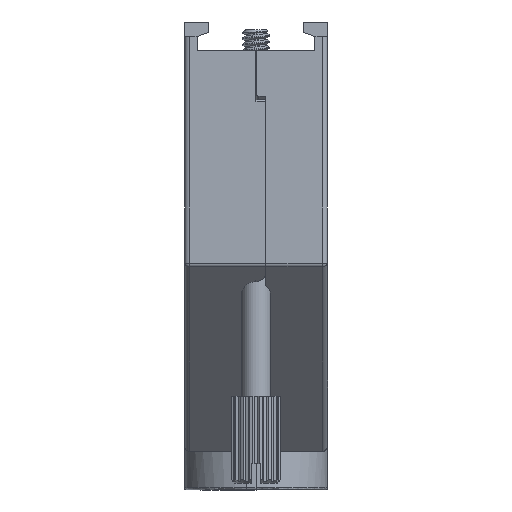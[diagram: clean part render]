
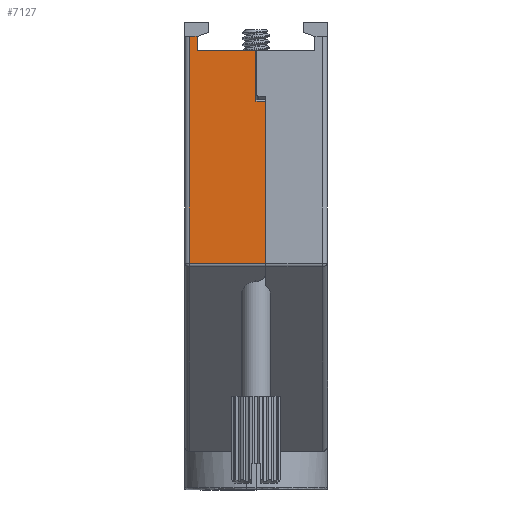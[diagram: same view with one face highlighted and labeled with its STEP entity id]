
A CAD part, left-side view. The second image highlights one B-rep face of the part: STEP entity #7127.
In plain terms, the highlighted face is planar.
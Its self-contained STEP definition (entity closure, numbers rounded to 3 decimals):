
#9 = CARTESIAN_POINT ( 'NONE',  ( 26.75, 1.3, -1.5 ) ) ;
#112 = ORIENTED_EDGE ( 'NONE', *, *, #2836, .F. ) ;
#201 = ORIENTED_EDGE ( 'NONE', *, *, #10783, .T. ) ;
#230 = LINE ( 'NONE', #10889, #3421 ) ;
#260 = EDGE_CURVE ( 'NONE', #14701, #7434, #6439, .T. ) ;
#473 = VERTEX_POINT ( 'NONE', #6333 ) ;
#2090 = AXIS2_PLACEMENT_3D ( 'NONE', #2734, #10943, #7018 ) ;
#2249 = ORIENTED_EDGE ( 'NONE', *, *, #5038, .F. ) ;
#2466 = VERTEX_POINT ( 'NONE', #10111 ) ;
#2649 = PLANE ( 'NONE',  #2090 ) ;
#2720 = DIRECTION ( 'NONE',  ( 0., 0., -1. ) ) ;
#2731 = DIRECTION ( 'NONE',  ( 0., 0., -1. ) ) ;
#2734 = CARTESIAN_POINT ( 'NONE',  ( 26.75, 7.4, -44.5 ) ) ;
#2831 = VECTOR ( 'NONE', #2731, 1000. ) ;
#2836 = EDGE_CURVE ( 'NONE', #473, #6716, #11109, .T. ) ;
#3078 = VECTOR ( 'NONE', #10097, 1000. ) ;
#3421 = VECTOR ( 'NONE', #4264, 1000. ) ;
#3474 = LINE ( 'NONE', #8699, #3078 ) ;
#3925 = CARTESIAN_POINT ( 'NONE',  ( 26.75, 0.5, -1.5 ) ) ;
#4118 = VECTOR ( 'NONE', #13504, 1000. ) ;
#4264 = DIRECTION ( 'NONE',  ( 0., 1., 0. ) ) ;
#4476 = CARTESIAN_POINT ( 'NONE',  ( 26.75, 8.4, -3. ) ) ;
#4575 = EDGE_CURVE ( 'NONE', #6780, #7434, #10835, .T. ) ;
#5038 = EDGE_CURVE ( 'NONE', #5983, #2466, #3474, .T. ) ;
#5983 = VERTEX_POINT ( 'NONE', #17111 ) ;
#6327 = ORIENTED_EDGE ( 'NONE', *, *, #260, .T. ) ;
#6333 = CARTESIAN_POINT ( 'NONE',  ( 26.75, 8.4, -8.233 ) ) ;
#6439 = LINE ( 'NONE', #11761, #15696 ) ;
#6701 = CARTESIAN_POINT ( 'NONE',  ( 26.75, 7.4, -8.233 ) ) ;
#6716 = VERTEX_POINT ( 'NONE', #14632 ) ;
#6780 = VERTEX_POINT ( 'NONE', #13316 ) ;
#6911 = CARTESIAN_POINT ( 'NONE',  ( 26.75, 0.5, -44.5 ) ) ;
#6919 = ORIENTED_EDGE ( 'NONE', *, *, #8005, .F. ) ;
#7018 = DIRECTION ( 'NONE',  ( 0., 1., 0. ) ) ;
#7127 = ADVANCED_FACE ( 'NONE', ( #14868 ), #2649, .T. ) ;
#7362 = LINE ( 'NONE', #8759, #14092 ) ;
#7434 = VERTEX_POINT ( 'NONE', #3925 ) ;
#7581 = EDGE_LOOP ( 'NONE', ( #8398, #8656, #112, #201, #2249, #6919, #10475, #6327 ) ) ;
#8005 = EDGE_CURVE ( 'NONE', #15510, #5983, #7362, .T. ) ;
#8398 = ORIENTED_EDGE ( 'NONE', *, *, #4575, .F. ) ;
#8518 = CARTESIAN_POINT ( 'NONE',  ( 26.75, 1.3, -3. ) ) ;
#8656 = ORIENTED_EDGE ( 'NONE', *, *, #15445, .T. ) ;
#8699 = CARTESIAN_POINT ( 'NONE',  ( 26.75, 7.4, -3. ) ) ;
#8759 = CARTESIAN_POINT ( 'NONE',  ( 26.75, -52.221, -3. ) ) ;
#8865 = VECTOR ( 'NONE', #2720, 1000. ) ;
#9789 = VECTOR ( 'NONE', #12225, 1000. ) ;
#10097 = DIRECTION ( 'NONE',  ( 0., 0., -1. ) ) ;
#10111 = CARTESIAN_POINT ( 'NONE',  ( 26.75, 7.4, -8.233 ) ) ;
#10475 = ORIENTED_EDGE ( 'NONE', *, *, #11843, .F. ) ;
#10783 = EDGE_CURVE ( 'NONE', #473, #2466, #13330, .T. ) ;
#10835 = LINE ( 'NONE', #6911, #9789 ) ;
#10889 = CARTESIAN_POINT ( 'NONE',  ( 26.75, 8.4, -24.993 ) ) ;
#10943 = DIRECTION ( 'NONE',  ( 1., 0., 0. ) ) ;
#11109 = LINE ( 'NONE', #4476, #2831 ) ;
#11761 = CARTESIAN_POINT ( 'NONE',  ( 26.75, 7.4, -1.5 ) ) ;
#11843 = EDGE_CURVE ( 'NONE', #14701, #15510, #16004, .T. ) ;
#12225 = DIRECTION ( 'NONE',  ( 0., 0., 1. ) ) ;
#13316 = CARTESIAN_POINT ( 'NONE',  ( 26.75, 0.5, -24.993 ) ) ;
#13330 = LINE ( 'NONE', #6701, #4118 ) ;
#13504 = DIRECTION ( 'NONE',  ( 0., -1., 0. ) ) ;
#14002 = DIRECTION ( 'NONE',  ( 0., 1., 0. ) ) ;
#14092 = VECTOR ( 'NONE', #14002, 1000. ) ;
#14632 = CARTESIAN_POINT ( 'NONE',  ( 26.75, 8.4, -24.993 ) ) ;
#14701 = VERTEX_POINT ( 'NONE', #17190 ) ;
#14868 = FACE_OUTER_BOUND ( 'NONE', #7581, .T. ) ;
#15445 = EDGE_CURVE ( 'NONE', #6780, #6716, #230, .T. ) ;
#15510 = VERTEX_POINT ( 'NONE', #8518 ) ;
#15696 = VECTOR ( 'NONE', #17084, 1000. ) ;
#16004 = LINE ( 'NONE', #9, #8865 ) ;
#17084 = DIRECTION ( 'NONE',  ( 0., -1., 0. ) ) ;
#17111 = CARTESIAN_POINT ( 'NONE',  ( 26.75, 7.4, -3. ) ) ;
#17190 = CARTESIAN_POINT ( 'NONE',  ( 26.75, 1.3, -1.5 ) ) ;
